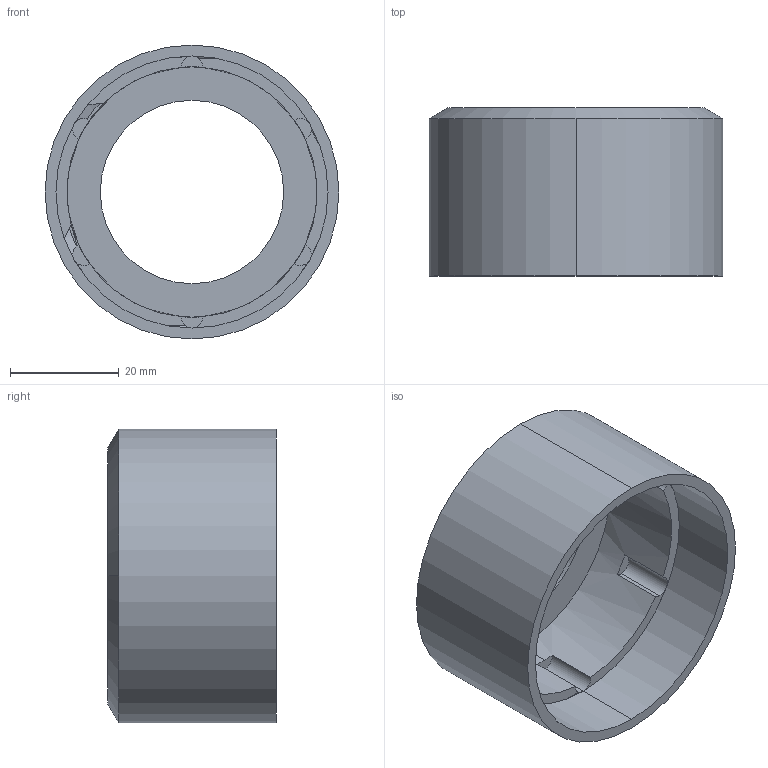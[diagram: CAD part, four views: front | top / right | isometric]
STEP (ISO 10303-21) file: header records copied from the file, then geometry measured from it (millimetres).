
FILE_DESCRIPTION (( 'STEP AP203' ), '1' );
FILE_NAME ('唅聽枒蹦党蜊20221006.STEP', '2022-10-06T15:43:02', ( 'jzc' ), ( '' ), 'SwSTEP 2.0', 'SolidWorks 2016', '' );
FILE_SCHEMA (( 'CONFIG_CONTROL_DESIGN' ));
Length unit declared in the file: millimetre
Products named in the file (1): 唅聽枒蹦党蜊20221006
Bounding box: 54 x 30.9 x 54 mm (x, y, z)
Volume: 15894.4 mm3; surface area: 12495.8 mm2
Topology: 1 solids, 1 shells, 37 faces, 90 edges, 57 vertices
Faces by surface type: cylinder 19, plane 16, cone 2
Entity records: 1196 total; most frequent: DIRECTION 229, CARTESIAN_POINT 185, ORIENTED_EDGE 180, AXIS2_PLACEMENT_3D 101, EDGE_CURVE 90, CIRCLE 63, VERTEX_POINT 57, EDGE_LOOP 41
